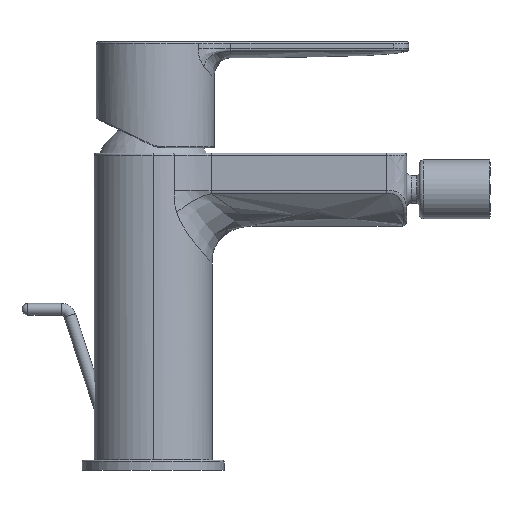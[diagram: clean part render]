
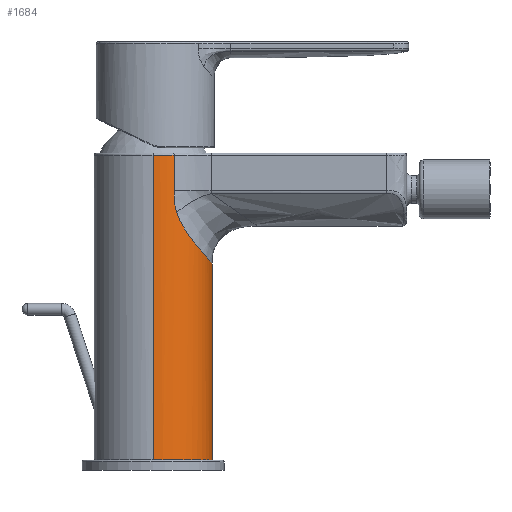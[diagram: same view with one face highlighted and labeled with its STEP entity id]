
A CAD part, front view. The second image highlights one B-rep face of the part: STEP entity #1684.
In plain terms, the highlighted cylindrical face has radius 20 mm (diameter 40 mm), a partial arc.
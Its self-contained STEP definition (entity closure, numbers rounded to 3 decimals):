
#180=LINE('',#6977,#213);
#181=LINE('',#6987,#214);
#213=VECTOR('',#2366,1000.);
#214=VECTOR('',#2367,1000.);
#246=CYLINDRICAL_SURFACE('',#2179,20.);
#471=ORIENTED_EDGE('',*,*,#850,.F.);
#472=ORIENTED_EDGE('',*,*,#857,.T.);
#473=ORIENTED_EDGE('',*,*,#858,.T.);
#474=ORIENTED_EDGE('',*,*,#859,.T.);
#475=ORIENTED_EDGE('',*,*,#860,.T.);
#476=ORIENTED_EDGE('',*,*,#856,.F.);
#477=ORIENTED_EDGE('',*,*,#846,.F.);
#846=EDGE_CURVE('',#1086,#1087,#1287,.F.);
#850=EDGE_CURVE('',#1089,#1086,#1291,.F.);
#856=EDGE_CURVE('',#1087,#1092,#1297,.F.);
#857=EDGE_CURVE('',#1089,#1094,#1298,.T.);
#858=EDGE_CURVE('',#1094,#1095,#180,.F.);
#859=EDGE_CURVE('',#1095,#1096,#1299,.T.);
#860=EDGE_CURVE('',#1096,#1092,#181,.T.);
#1086=VERTEX_POINT('',#6765);
#1087=VERTEX_POINT('',#6788);
#1089=VERTEX_POINT('',#6822);
#1092=VERTEX_POINT('',#6907);
#1094=VERTEX_POINT('',#6976);
#1095=VERTEX_POINT('',#6978);
#1096=VERTEX_POINT('',#6986);
#1287=B_SPLINE_CURVE_WITH_KNOTS('',3,(#6766,#6767,#6768,#6769,#6770,#6771,
#6772,#6773,#6774,#6775,#6776,#6777,#6778,#6779,#6780,#6781,#6782,#6783,
#6784,#6785,#6786,#6787),.UNSPECIFIED.,.F.,.F.,(4,1,1,1,1,1,1,1,1,1,1,1,
1,1,1,1,1,1,1,4),(0.,0.125,0.25,0.375,0.438,0.5,0.563,0.625,0.688,0.719,
0.75,0.781,0.813,0.844,0.859,0.875,0.891,0.906,0.938,1.),
 .UNSPECIFIED.);
#1291=B_SPLINE_CURVE_WITH_KNOTS('',3,(#6823,#6824,#6825,#6826),
 .UNSPECIFIED.,.F.,.F.,(4,4),(0.,1.),.UNSPECIFIED.);
#1297=B_SPLINE_CURVE_WITH_KNOTS('',3,(#6942,#6943,#6944,#6945,#6946,#6947,
#6948,#6949,#6950,#6951,#6952,#6953,#6954,#6955,#6956,#6957,#6958,#6959,
#6960,#6961,#6962,#6963,#6964,#6965,#6966,#6967,#6968,#6969,#6970),
 .UNSPECIFIED.,.F.,.F.,(4,1,1,1,1,1,1,1,1,1,1,1,1,1,1,1,1,1,1,1,1,1,1,1,
1,1,4),(0.,0.063,0.094,0.125,0.156,0.188,0.219,0.25,0.281,0.313,
0.344,0.375,0.406,0.438,0.5,0.563,0.625,0.688,0.719,0.75,0.781,
0.813,0.844,0.875,0.906,0.938,1.),.UNSPECIFIED.);
#1298=B_SPLINE_CURVE_WITH_KNOTS('',3,(#6972,#6973,#6974,#6975),
 .UNSPECIFIED.,.F.,.F.,(4,4),(0.,1.),.UNSPECIFIED.);
#1299=B_SPLINE_CURVE_WITH_KNOTS('',3,(#6979,#6980,#6981,#6982,#6983,#6984,
#6985),.UNSPECIFIED.,.F.,.F.,(4,1,1,1,4),(0.,0.25,0.5,0.75,1.),
 .UNSPECIFIED.);
#1403=EDGE_LOOP('',(#471,#472,#473,#474,#475,#476,#477));
#1531=FACE_BOUND('',#1403,.T.);
#1684=ADVANCED_FACE('',(#1531),#246,.T.);
#2179=AXIS2_PLACEMENT_3D('',#6971,#2364,#2365);
#2364=DIRECTION('',(0.,0.,1.));
#2365=DIRECTION('',(-1.,0.,0.));
#2366=DIRECTION('',(0.,0.,1.));
#2367=DIRECTION('',(0.,0.,1.));
#6765=CARTESIAN_POINT('',(-207.632,-18.503,96.516));
#6766=CARTESIAN_POINT('',(-206.813,-18.167,89.069));
#6767=CARTESIAN_POINT('',(-206.916,-18.212,89.38));
#6768=CARTESIAN_POINT('',(-207.09,-18.286,89.947));
#6769=CARTESIAN_POINT('',(-207.308,-18.376,90.87));
#6770=CARTESIAN_POINT('',(-207.428,-18.423,91.596));
#6771=CARTESIAN_POINT('',(-207.504,-18.453,92.222));
#6772=CARTESIAN_POINT('',(-207.55,-18.471,92.73));
#6773=CARTESIAN_POINT('',(-207.579,-18.483,93.159));
#6774=CARTESIAN_POINT('',(-207.603,-18.492,93.681));
#6775=CARTESIAN_POINT('',(-207.614,-18.496,94.033));
#6776=CARTESIAN_POINT('',(-207.621,-18.499,94.355));
#6777=CARTESIAN_POINT('',(-207.625,-18.501,94.633));
#6778=CARTESIAN_POINT('',(-207.628,-18.501,94.816));
#6779=CARTESIAN_POINT('',(-207.63,-18.502,95.049));
#6780=CARTESIAN_POINT('',(-207.631,-18.503,95.259));
#6781=CARTESIAN_POINT('',(-207.631,-18.503,95.426));
#6782=CARTESIAN_POINT('',(-207.632,-18.503,95.588));
#6783=CARTESIAN_POINT('',(-207.632,-18.503,95.636));
#6784=CARTESIAN_POINT('',(-207.632,-18.503,95.761));
#6785=CARTESIAN_POINT('',(-207.632,-18.503,96.003));
#6786=CARTESIAN_POINT('',(-207.632,-18.503,96.292));
#6787=CARTESIAN_POINT('',(-207.632,-18.503,96.516));
#6788=CARTESIAN_POINT('',(-206.813,-18.167,89.069));
#6822=CARTESIAN_POINT('',(-207.632,-18.503,108.439));
#6823=CARTESIAN_POINT('',(-207.632,-18.503,96.516));
#6824=CARTESIAN_POINT('',(-207.632,-18.503,100.49));
#6825=CARTESIAN_POINT('',(-207.632,-18.503,104.465));
#6826=CARTESIAN_POINT('',(-207.632,-18.503,108.439));
#6907=CARTESIAN_POINT('',(-194.805,0.166,71.515));
#6942=CARTESIAN_POINT('',(-194.805,0.166,71.515));
#6943=CARTESIAN_POINT('',(-194.805,-0.477,71.515));
#6944=CARTESIAN_POINT('',(-194.855,-1.468,71.579));
#6945=CARTESIAN_POINT('',(-195.002,-2.684,71.767));
#6946=CARTESIAN_POINT('',(-195.164,-3.641,71.973));
#6947=CARTESIAN_POINT('',(-195.345,-4.474,72.202));
#6948=CARTESIAN_POINT('',(-195.573,-5.347,72.489));
#6949=CARTESIAN_POINT('',(-195.838,-6.2,72.818));
#6950=CARTESIAN_POINT('',(-196.162,-7.091,73.216));
#6951=CARTESIAN_POINT('',(-196.47,-7.836,73.591));
#6952=CARTESIAN_POINT('',(-196.826,-8.609,74.022));
#6953=CARTESIAN_POINT('',(-197.21,-9.355,74.482));
#6954=CARTESIAN_POINT('',(-197.64,-10.109,74.995));
#6955=CARTESIAN_POINT('',(-198.057,-10.775,75.491));
#6956=CARTESIAN_POINT('',(-198.655,-11.651,76.201));
#6957=CARTESIAN_POINT('',(-199.449,-12.678,77.151));
#6958=CARTESIAN_POINT('',(-200.456,-13.79,78.377));
#6959=CARTESIAN_POINT('',(-201.458,-14.749,79.643));
#6960=CARTESIAN_POINT('',(-202.338,-15.483,80.815));
#6961=CARTESIAN_POINT('',(-203.009,-15.988,81.764));
#6962=CARTESIAN_POINT('',(-203.489,-16.328,82.468));
#6963=CARTESIAN_POINT('',(-204.,-16.667,83.258));
#6964=CARTESIAN_POINT('',(-204.474,-16.961,84.032));
#6965=CARTESIAN_POINT('',(-204.929,-17.228,84.827));
#6966=CARTESIAN_POINT('',(-205.345,-17.457,85.602));
#6967=CARTESIAN_POINT('',(-205.779,-17.683,86.479));
#6968=CARTESIAN_POINT('',(-206.29,-17.934,87.619));
#6969=CARTESIAN_POINT('',(-206.62,-18.083,88.488));
#6970=CARTESIAN_POINT('',(-206.813,-18.167,89.069));
#6971=CARTESIAN_POINT('',(-214.805,0.166,11.828));
#6972=CARTESIAN_POINT('',(-207.632,-18.503,108.439));
#6973=CARTESIAN_POINT('',(-209.915,-19.38,108.439));
#6974=CARTESIAN_POINT('',(-212.36,-19.834,108.439));
#6975=CARTESIAN_POINT('',(-214.805,-19.834,108.439));
#6976=CARTESIAN_POINT('',(-214.805,-19.834,108.439));
#6977=CARTESIAN_POINT('',(-214.805,-19.834,11.828));
#6978=CARTESIAN_POINT('',(-214.805,-19.834,5.2));
#6979=CARTESIAN_POINT('',(-214.805,-19.834,5.2));
#6980=CARTESIAN_POINT('',(-212.187,-19.834,5.2));
#6981=CARTESIAN_POINT('',(-206.953,-18.792,5.2));
#6982=CARTESIAN_POINT('',(-200.295,-14.344,5.2));
#6983=CARTESIAN_POINT('',(-195.847,-7.687,5.2));
#6984=CARTESIAN_POINT('',(-194.805,-2.452,5.2));
#6985=CARTESIAN_POINT('',(-194.805,0.166,5.2));
#6986=CARTESIAN_POINT('',(-194.805,0.166,5.2));
#6987=CARTESIAN_POINT('',(-194.805,0.166,11.828));
